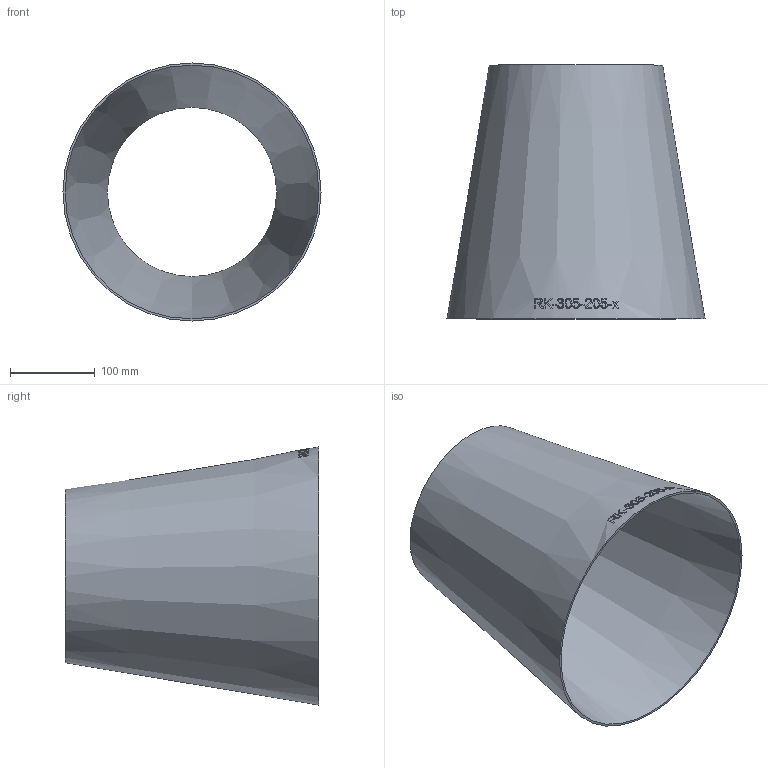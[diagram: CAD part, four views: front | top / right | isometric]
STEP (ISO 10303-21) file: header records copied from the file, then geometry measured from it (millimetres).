
FILE_DESCRIPTION (( 'STEP AP214' ), '1' );
FILE_NAME ('RK-305-205-x Reduzierung L=3(D-d) 2008.STEP', '2020-08-05T09:05:52', ( '' ), ( '' ), 'SwSTEP 2.0', 'SolidWorks 2019', '' );
FILE_SCHEMA (( 'AUTOMOTIVE_DESIGN' ));
Length unit declared in the file: millimetre
Products named in the file (1): RK-305-205-x Reduzierung L=3(D-d) 2008
Bounding box: 305 x 300 x 305 mm (x, y, z)
Volume: 602157.4 mm3; surface area: 486472.8 mm2
Topology: 1 solids, 1 shells, 159 faces, 426 edges, 284 vertices
Faces by surface type: bspline 140, cone 17, plane 2
Entity records: 27890 total; most frequent: CARTESIAN_POINT 23454, ORIENTED_EDGE 848, EDGE_CURVE 424, B_SPLINE_CURVE_WITH_KNOTS 420, VERTEX_POINT 284, EDGE_LOOP 178, FACE_OUTER_BOUND 159, ADVANCED_FACE 159
